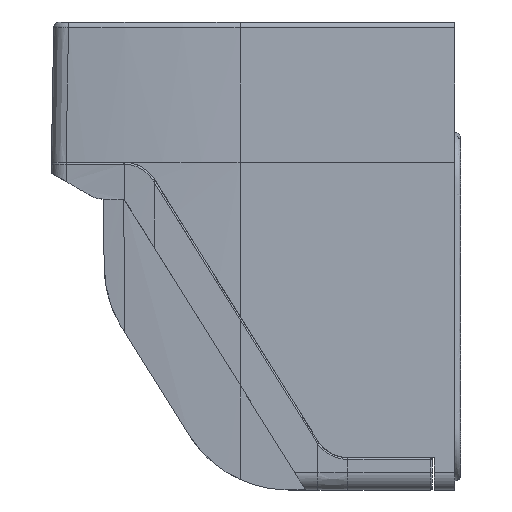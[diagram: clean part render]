
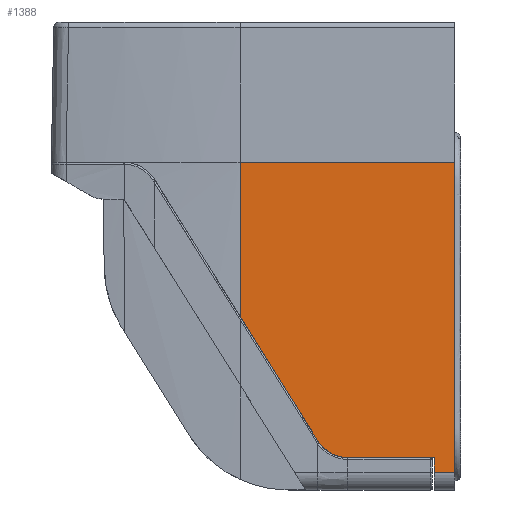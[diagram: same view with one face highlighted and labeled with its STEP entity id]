
A CAD part, left-side view. The second image highlights one B-rep face of the part: STEP entity #1388.
In plain terms, the highlighted planar face has unit normal (-1, 0, 0).
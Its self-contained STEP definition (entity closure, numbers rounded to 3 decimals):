
#436=FACE_OUTER_BOUND('',#3751,.T.);
#1388=ADVANCED_FACE('',(#436),#1891,.F.);
#1891=PLANE('',#9285);
#2075=CIRCLE('',#9203,6.);
#2306=LINE('',#12303,#2959);
#2321=LINE('',#12393,#2974);
#2388=LINE('',#12897,#3041);
#2485=LINE('',#13483,#3138);
#2486=LINE('',#13486,#3139);
#2487=LINE('',#13487,#3140);
#2488=LINE('',#13488,#3141);
#2959=VECTOR('',#9946,1.);
#2974=VECTOR('',#9993,1.);
#3041=VECTOR('',#10172,1.);
#3138=VECTOR('',#10429,1.);
#3139=VECTOR('',#10430,1.);
#3140=VECTOR('',#10431,1.);
#3141=VECTOR('',#10432,1.);
#3751=EDGE_LOOP('',(#4670,#4671,#4672,#4673,#4674,#4675,#4676,#4677));
#4670=ORIENTED_EDGE('',*,*,#8114,.F.);
#4671=ORIENTED_EDGE('',*,*,#8115,.T.);
#4672=ORIENTED_EDGE('',*,*,#7781,.T.);
#4673=ORIENTED_EDGE('',*,*,#7812,.F.);
#4674=ORIENTED_EDGE('',*,*,#8116,.F.);
#4675=ORIENTED_EDGE('',*,*,#7930,.T.);
#4676=ORIENTED_EDGE('',*,*,#7927,.T.);
#4677=ORIENTED_EDGE('',*,*,#8117,.T.);
#6933=VERTEX_POINT('',#12302);
#6934=VERTEX_POINT('',#12304);
#6959=VERTEX_POINT('',#12374);
#7061=VERTEX_POINT('',#12890);
#7062=VERTEX_POINT('',#12892);
#7064=VERTEX_POINT('',#12898);
#7189=VERTEX_POINT('',#13484);
#7190=VERTEX_POINT('',#13485);
#7781=EDGE_CURVE('',#6934,#6933,#2306,.T.);
#7812=EDGE_CURVE('',#6959,#6933,#2321,.T.);
#7927=EDGE_CURVE('',#7062,#7061,#2075,.T.);
#7930=EDGE_CURVE('',#7064,#7062,#2388,.T.);
#8114=EDGE_CURVE('',#7189,#7190,#2485,.T.);
#8115=EDGE_CURVE('',#7189,#6934,#2486,.T.);
#8116=EDGE_CURVE('',#7064,#6959,#2487,.T.);
#8117=EDGE_CURVE('',#7061,#7190,#2488,.T.);
#9203=AXIS2_PLACEMENT_3D('',#12891,#10166,#10167);
#9285=AXIS2_PLACEMENT_3D('',#13489,#10433,#10434);
#9946=DIRECTION('',(0.,0.,1.));
#9993=DIRECTION('',(0.,-1.,0.));
#10166=DIRECTION('',(-1.,0.,0.));
#10167=DIRECTION('',(0.,0.,-1.));
#10172=DIRECTION('',(0.,-0.53,-0.848));
#10429=DIRECTION('',(0.,0.,1.));
#10430=DIRECTION('',(0.,-1.,0.));
#10431=DIRECTION('',(0.,0.,1.));
#10432=DIRECTION('',(0.,-1.,0.));
#10433=DIRECTION('',(1.,0.,0.));
#10434=DIRECTION('',(0.,0.,-1.));
#12302=CARTESIAN_POINT('',(-107.324,-36.5,-4.25));
#12303=CARTESIAN_POINT('',(-107.324,-36.5,-59.95));
#12304=CARTESIAN_POINT('',(-107.324,-36.5,-56.95));
#12374=CARTESIAN_POINT('',(-107.324,0.,-4.25));
#12393=CARTESIAN_POINT('',(-107.324,0.,-4.25));
#12890=CARTESIAN_POINT('',(-107.324,-18.326,-54.45));
#12891=CARTESIAN_POINT('',(-107.324,-18.326,-48.45));
#12892=CARTESIAN_POINT('',(-107.324,-13.238,-51.63));
#12897=CARTESIAN_POINT('',(-107.324,11.772,-11.606));
#12898=CARTESIAN_POINT('',(-107.324,0.,-30.445));
#13483=CARTESIAN_POINT('',(-107.324,-33.,-59.95));
#13484=CARTESIAN_POINT('',(-107.324,-33.,-56.95));
#13485=CARTESIAN_POINT('',(-107.324,-33.,-54.45));
#13486=CARTESIAN_POINT('',(-107.324,-36.5,-56.95));
#13487=CARTESIAN_POINT('',(-107.324,0.,-4.25));
#13488=CARTESIAN_POINT('',(-107.324,0.,-54.45));
#13489=CARTESIAN_POINT('',(-107.324,0.,-4.25));
